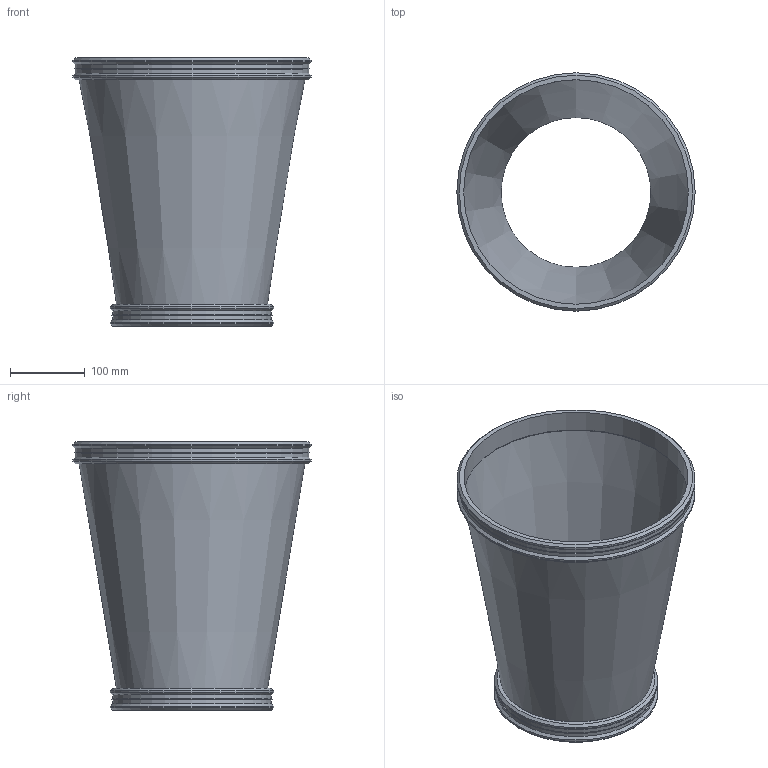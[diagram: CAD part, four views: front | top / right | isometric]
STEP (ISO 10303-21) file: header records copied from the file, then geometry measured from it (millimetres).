
FILE_DESCRIPTION(/* description */ (''),/* implementation_level */ '2;1');
FILE_NAME(/* name */ '22068 BFM Connector Tapered Seeflex 040E 300mm Dia x 200mm Dia x 300mm L v1.step',/* time_stamp */ '2021-02-09T11:31:47+13:00',/* author */ (''),/* organization */ (''),/* preprocessor_version */ 'ST-DEVELOPER v18.1',/* originating_system */ 'Autodesk Translation Framework v9.7.1.1290',/* authorisation */ '');
FILE_SCHEMA (('AUTOMOTIVE_DESIGN { 1 0 10303 214 3 1 1 }'));
Length unit declared in the file: millimetre
Products named in the file (1): 22068 BFM Connector Tapered Seeflex 040E 300mm Dia x 200mm Dia x 300m
m L
Bounding box: 318.4 x 318.4 x 358.8 mm (x, y, z)
Volume: 971572.2 mm3; surface area: 1157994.5 mm2
Topology: 3 solids, 3 shells, 47 faces, 90 edges, 47 vertices
Faces by surface type: cone 28, cylinder 15, plane 4
Full cylindrical faces by diameter (mm): 200 x1, 211.8 x2, 218.4 x2, 300 x2, 311.8 x4, 318.4 x4
Entity records: 1202 total; most frequent: DIRECTION 233, CARTESIAN_POINT 185, ORIENTED_EDGE 180, AXIS2_PLACEMENT_3D 95, EDGE_CURVE 90, EDGE_LOOP 51, FACE_OUTER_BOUND 47, CIRCLE 47
